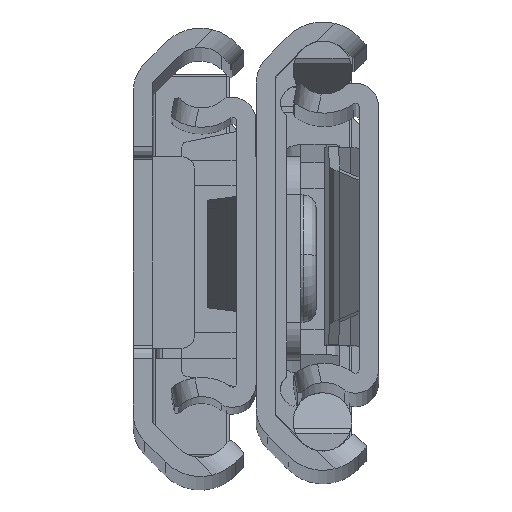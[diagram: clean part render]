
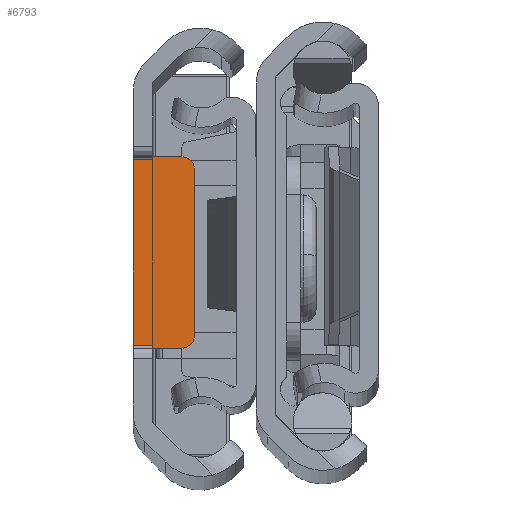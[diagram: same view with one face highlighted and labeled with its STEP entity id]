
A CAD part, top view. The second image highlights one B-rep face of the part: STEP entity #6793.
In plain terms, the highlighted planar face has unit normal (0, 0, 1).
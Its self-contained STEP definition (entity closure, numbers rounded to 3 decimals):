
#22 = VECTOR ( 'NONE', #17750, 1000. ) ;
#626 = DIRECTION ( 'NONE',  ( 0., 0., -1. ) ) ;
#692 = EDGE_LOOP ( 'NONE', ( #14019, #8099, #12577, #3075, #19951, #19673, #11262, #19051 ) ) ;
#826 = AXIS2_PLACEMENT_3D ( 'NONE', #14350, #626, #19181 ) ;
#922 = VERTEX_POINT ( 'NONE', #9033 ) ;
#1197 = CARTESIAN_POINT ( 'NONE',  ( 3.3, -7.5, -4. ) ) ;
#1460 = VECTOR ( 'NONE', #9247, 1000. ) ;
#1691 = DIRECTION ( 'NONE',  ( 0., 1., 0. ) ) ;
#2040 = DIRECTION ( 'NONE',  ( 1., 0., 0. ) ) ;
#3075 = ORIENTED_EDGE ( 'NONE', *, *, #10698, .F. ) ;
#3722 = FACE_OUTER_BOUND ( 'NONE', #692, .T. ) ;
#3987 = LINE ( 'NONE', #6981, #11576 ) ;
#4081 = DIRECTION ( 'NONE',  ( 0., 1., 0. ) ) ;
#4229 = EDGE_CURVE ( 'NONE', #4981, #16956, #19558, .T. ) ;
#4531 = CARTESIAN_POINT ( 'NONE',  ( 3.3, 7.5, -4. ) ) ;
#4943 = DIRECTION ( 'NONE',  ( 0., 0., 1. ) ) ;
#4981 = VERTEX_POINT ( 'NONE', #9432 ) ;
#4990 = EDGE_CURVE ( 'NONE', #12661, #922, #12679, .T. ) ;
#5334 = LINE ( 'NONE', #17903, #11858 ) ;
#5682 = LINE ( 'NONE', #10008, #22 ) ;
#5764 = AXIS2_PLACEMENT_3D ( 'NONE', #15816, #15725, #1691 ) ;
#5940 = VERTEX_POINT ( 'NONE', #6691 ) ;
#6691 = CARTESIAN_POINT ( 'NONE',  ( 0., -7.5, -4. ) ) ;
#6793 = ADVANCED_FACE ( 'NONE', ( #3722 ), #8059, .F. ) ;
#6981 = CARTESIAN_POINT ( 'NONE',  ( -1.5, 7.5, -4. ) ) ;
#7115 = CARTESIAN_POINT ( 'NONE',  ( -1.5, -7.5, -4. ) ) ;
#7764 = EDGE_CURVE ( 'NONE', #14852, #18261, #5334, .T. ) ;
#8059 = PLANE ( 'NONE',  #826 ) ;
#8099 = ORIENTED_EDGE ( 'NONE', *, *, #4229, .T. ) ;
#8642 = EDGE_CURVE ( 'NONE', #14852, #5940, #5682, .T. ) ;
#9033 = CARTESIAN_POINT ( 'NONE',  ( 3.3, -6.5, -4. ) ) ;
#9247 = DIRECTION ( 'NONE',  ( -1., 0., 0. ) ) ;
#9259 = VECTOR ( 'NONE', #18648, 1000. ) ;
#9432 = CARTESIAN_POINT ( 'NONE',  ( 3.3, 6.5, -4. ) ) ;
#9692 = AXIS2_PLACEMENT_3D ( 'NONE', #19060, #4943, #11230 ) ;
#10008 = CARTESIAN_POINT ( 'NONE',  ( -1.5, -7.5, -4. ) ) ;
#10089 = CARTESIAN_POINT ( 'NONE',  ( 2.3, 7.5, -4. ) ) ;
#10425 = EDGE_CURVE ( 'NONE', #16956, #13967, #16704, .T. ) ;
#10698 = EDGE_CURVE ( 'NONE', #18261, #13967, #3987, .T. ) ;
#10794 = LINE ( 'NONE', #1197, #17839 ) ;
#10849 = EDGE_CURVE ( 'NONE', #4981, #922, #10794, .T. ) ;
#11230 = DIRECTION ( 'NONE',  ( 0., 1., 0. ) ) ;
#11262 = ORIENTED_EDGE ( 'NONE', *, *, #13599, .F. ) ;
#11576 = VECTOR ( 'NONE', #2040, 1000. ) ;
#11858 = VECTOR ( 'NONE', #4081, 1000. ) ;
#12577 = ORIENTED_EDGE ( 'NONE', *, *, #10425, .T. ) ;
#12661 = VERTEX_POINT ( 'NONE', #17787 ) ;
#12679 = CIRCLE ( 'NONE', #5764, 1. ) ;
#13599 = EDGE_CURVE ( 'NONE', #12661, #5940, #13682, .T. ) ;
#13682 = LINE ( 'NONE', #15334, #1460 ) ;
#13967 = VERTEX_POINT ( 'NONE', #16448 ) ;
#14019 = ORIENTED_EDGE ( 'NONE', *, *, #10849, .F. ) ;
#14350 = CARTESIAN_POINT ( 'NONE',  ( -1.5, 7.5, -4. ) ) ;
#14852 = VERTEX_POINT ( 'NONE', #7115 ) ;
#15334 = CARTESIAN_POINT ( 'NONE',  ( 3.3, -7.5, -4. ) ) ;
#15725 = DIRECTION ( 'NONE',  ( 0., 0., 1. ) ) ;
#15816 = CARTESIAN_POINT ( 'NONE',  ( 2.3, -6.5, -4. ) ) ;
#16448 = CARTESIAN_POINT ( 'NONE',  ( 0., 7.5, -4. ) ) ;
#16608 = CARTESIAN_POINT ( 'NONE',  ( -1.5, 7.5, -4. ) ) ;
#16681 = DIRECTION ( 'NONE',  ( 0., -1., 0. ) ) ;
#16704 = LINE ( 'NONE', #4531, #9259 ) ;
#16956 = VERTEX_POINT ( 'NONE', #10089 ) ;
#17750 = DIRECTION ( 'NONE',  ( 1., 0., 0. ) ) ;
#17787 = CARTESIAN_POINT ( 'NONE',  ( 2.3, -7.5, -4. ) ) ;
#17839 = VECTOR ( 'NONE', #16681, 1000. ) ;
#17903 = CARTESIAN_POINT ( 'NONE',  ( -1.5, 7.5, -4. ) ) ;
#18261 = VERTEX_POINT ( 'NONE', #16608 ) ;
#18648 = DIRECTION ( 'NONE',  ( -1., 0., 0. ) ) ;
#19051 = ORIENTED_EDGE ( 'NONE', *, *, #4990, .T. ) ;
#19060 = CARTESIAN_POINT ( 'NONE',  ( 2.3, 6.5, -4. ) ) ;
#19181 = DIRECTION ( 'NONE',  ( 0., 1., 0. ) ) ;
#19558 = CIRCLE ( 'NONE', #9692, 1. ) ;
#19673 = ORIENTED_EDGE ( 'NONE', *, *, #8642, .T. ) ;
#19951 = ORIENTED_EDGE ( 'NONE', *, *, #7764, .F. ) ;
